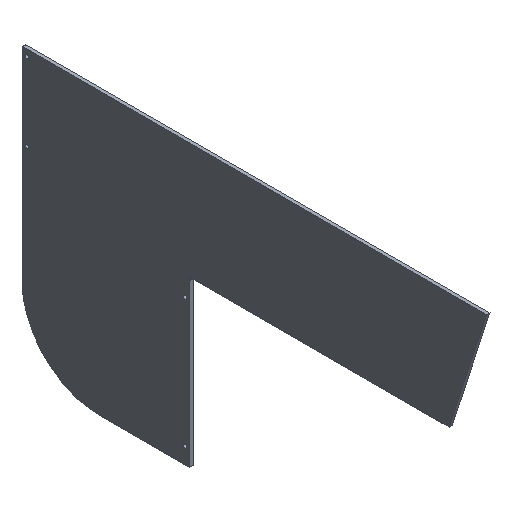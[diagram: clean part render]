
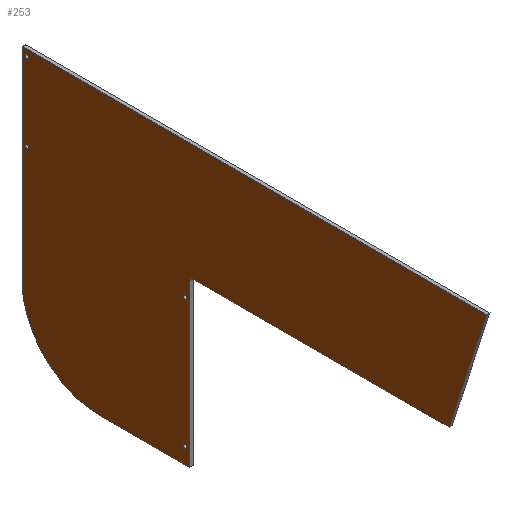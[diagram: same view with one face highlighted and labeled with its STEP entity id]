
A CAD part, isometric view. The second image highlights one B-rep face of the part: STEP entity #253.
In plain terms, the highlighted planar face has unit normal (-1, 0, 0).
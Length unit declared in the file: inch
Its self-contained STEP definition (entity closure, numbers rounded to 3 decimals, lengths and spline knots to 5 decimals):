
#21=FACE_BOUND('',#48,.T.);
#22=FACE_BOUND('',#49,.T.);
#23=FACE_BOUND('',#50,.T.);
#24=FACE_BOUND('',#51,.T.);
#33=FACE_OUTER_BOUND('',#47,.T.);
#47=EDGE_LOOP('',(#181,#182,#183,#184,#185,#186,#187,#188));
#48=EDGE_LOOP('',(#189));
#49=EDGE_LOOP('',(#190));
#50=EDGE_LOOP('',(#191));
#51=EDGE_LOOP('',(#192));
#73=CIRCLE('',#276,6.);
#74=CIRCLE('',#277,0.25);
#75=CIRCLE('',#278,0.1325);
#76=CIRCLE('',#279,0.1325);
#77=CIRCLE('',#280,0.1325);
#78=CIRCLE('',#281,0.1325);
#85=LINE('',#379,#105);
#86=LINE('',#381,#106);
#87=LINE('',#383,#107);
#88=LINE('',#385,#108);
#89=LINE('',#389,#109);
#90=LINE('',#391,#110);
#105=VECTOR('',#305,19.82572);
#106=VECTOR('',#306,9.46316);
#107=VECTOR('',#307,36.);
#108=VECTOR('',#308,15.75);
#109=VECTOR('',#311,7.);
#110=VECTOR('',#312,12.5);
#125=VERTEX_POINT('',#377);
#126=VERTEX_POINT('',#378);
#127=VERTEX_POINT('',#380);
#128=VERTEX_POINT('',#382);
#129=VERTEX_POINT('',#384);
#130=VERTEX_POINT('',#386);
#131=VERTEX_POINT('',#388);
#132=VERTEX_POINT('',#390);
#133=VERTEX_POINT('',#393);
#134=VERTEX_POINT('',#395);
#135=VERTEX_POINT('',#397);
#136=VERTEX_POINT('',#399);
#149=EDGE_CURVE('',#125,#126,#85,.T.);
#150=EDGE_CURVE('',#127,#126,#86,.T.);
#151=EDGE_CURVE('',#128,#127,#87,.T.);
#152=EDGE_CURVE('',#128,#129,#88,.T.);
#153=EDGE_CURVE('',#130,#129,#73,.T.);
#154=EDGE_CURVE('',#130,#131,#89,.T.);
#155=EDGE_CURVE('',#131,#132,#90,.T.);
#156=EDGE_CURVE('',#125,#132,#74,.T.);
#157=EDGE_CURVE('',#133,#133,#75,.T.);
#158=EDGE_CURVE('',#134,#134,#76,.T.);
#159=EDGE_CURVE('',#135,#135,#77,.T.);
#160=EDGE_CURVE('',#136,#136,#78,.T.);
#181=ORIENTED_EDGE('',*,*,#149,.T.);
#182=ORIENTED_EDGE('',*,*,#150,.F.);
#183=ORIENTED_EDGE('',*,*,#151,.F.);
#184=ORIENTED_EDGE('',*,*,#152,.T.);
#185=ORIENTED_EDGE('',*,*,#153,.F.);
#186=ORIENTED_EDGE('',*,*,#154,.T.);
#187=ORIENTED_EDGE('',*,*,#155,.T.);
#188=ORIENTED_EDGE('',*,*,#156,.F.);
#189=ORIENTED_EDGE('',*,*,#157,.F.);
#190=ORIENTED_EDGE('',*,*,#158,.F.);
#191=ORIENTED_EDGE('',*,*,#159,.F.);
#192=ORIENTED_EDGE('',*,*,#160,.F.);
#245=PLANE('',#275);
#253=ADVANCED_FACE('',(#33,#21,#22,#23,#24),#245,.F.);
#275=AXIS2_PLACEMENT_3D('',#376,#303,#304);
#276=AXIS2_PLACEMENT_3D('',#387,#309,#310);
#277=AXIS2_PLACEMENT_3D('',#392,#313,#314);
#278=AXIS2_PLACEMENT_3D('',#394,#315,#316);
#279=AXIS2_PLACEMENT_3D('',#396,#317,#318);
#280=AXIS2_PLACEMENT_3D('',#398,#319,#320);
#281=AXIS2_PLACEMENT_3D('',#400,#321,#322);
#303=DIRECTION('center_axis',(1.,0.,0.));
#304=DIRECTION('ref_axis',(0.,-1.,0.));
#305=DIRECTION('',(0.,-1.,0.));
#306=DIRECTION('',(0.,0.309,-0.951));
#307=DIRECTION('',(0.,-1.,0.));
#308=DIRECTION('',(0.,0.,-1.));
#309=DIRECTION('center_axis',(1.,0.,0.));
#310=DIRECTION('ref_axis',(0.,0.,-1.));
#311=DIRECTION('',(0.,-1.,0.));
#312=DIRECTION('',(0.,0.,1.));
#313=DIRECTION('center_axis',(-1.,0.,0.));
#314=DIRECTION('ref_axis',(0.,0.,1.));
#315=DIRECTION('center_axis',(-1.,0.,0.));
#316=DIRECTION('ref_axis',(0.,1.,0.));
#317=DIRECTION('center_axis',(-1.,0.,0.));
#318=DIRECTION('ref_axis',(0.,1.,0.));
#319=DIRECTION('center_axis',(-1.,0.,0.));
#320=DIRECTION('ref_axis',(0.,1.,0.));
#321=DIRECTION('center_axis',(-1.,0.,0.));
#322=DIRECTION('ref_axis',(0.,1.,0.));
#376=CARTESIAN_POINT('Origin',(0.,0.,0.));
#377=CARTESIAN_POINT('',(0.,-6.75,1.875));
#378=CARTESIAN_POINT('',(0.,-26.57572,1.875));
#379=CARTESIAN_POINT('',(0.,-6.75,1.875));
#380=CARTESIAN_POINT('',(0.,-29.5,10.875));
#381=CARTESIAN_POINT('',(0.,-29.5,10.875));
#382=CARTESIAN_POINT('',(0.,6.5,10.875));
#383=CARTESIAN_POINT('',(0.,6.5,10.875));
#384=CARTESIAN_POINT('',(0.,6.5,-4.875));
#385=CARTESIAN_POINT('',(0.,6.5,10.875));
#386=CARTESIAN_POINT('',(0.,0.5,-10.875));
#387=CARTESIAN_POINT('Origin',(0.,0.5,-4.875));
#388=CARTESIAN_POINT('',(0.,-6.5,-10.875));
#389=CARTESIAN_POINT('',(0.,0.5,-10.875));
#390=CARTESIAN_POINT('',(0.,-6.5,1.625));
#391=CARTESIAN_POINT('',(0.,-6.5,-10.875));
#392=CARTESIAN_POINT('Origin',(0.,-6.75,1.625));
#393=CARTESIAN_POINT('',(0.,5.9925,10.375));
#394=CARTESIAN_POINT('Origin',(0.,6.125,10.375));
#395=CARTESIAN_POINT('',(0.,5.9925,4.375));
#396=CARTESIAN_POINT('Origin',(0.,6.125,4.375));
#397=CARTESIAN_POINT('',(0.,-6.2575,-9.625));
#398=CARTESIAN_POINT('Origin',(0.,-6.125,-9.625));
#399=CARTESIAN_POINT('',(0.,-6.2575,0.375));
#400=CARTESIAN_POINT('Origin',(0.,-6.125,0.375));
